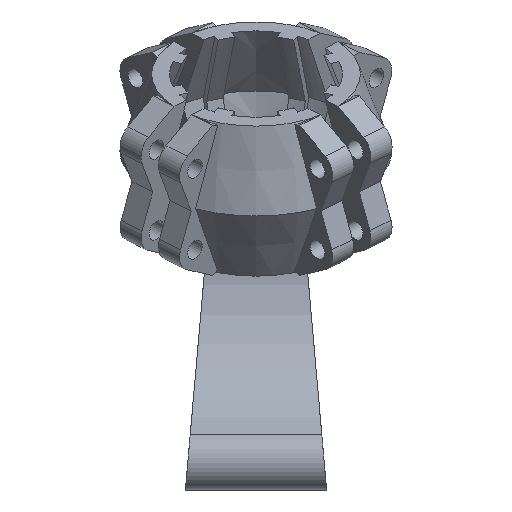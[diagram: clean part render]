
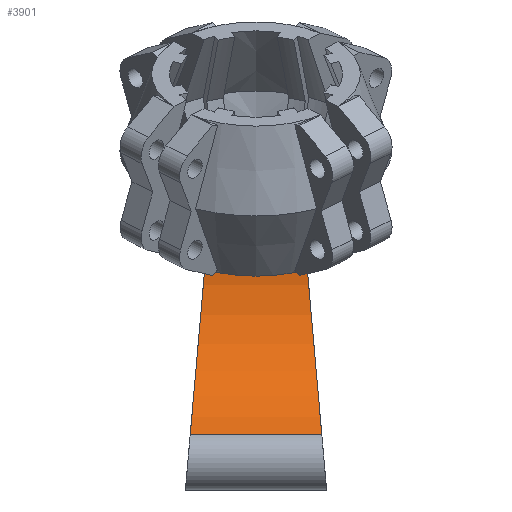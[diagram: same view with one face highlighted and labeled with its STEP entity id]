
A CAD part, top view. The second image highlights one B-rep face of the part: STEP entity #3901.
In plain terms, the highlighted cylindrical face has radius 30 mm (diameter 60 mm), a partial arc.
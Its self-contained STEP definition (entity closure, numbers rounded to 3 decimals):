
#61=CYLINDRICAL_SURFACE('',#4163,30.);
#288=ELLIPSE('',#4100,30.115,30.);
#301=ELLIPSE('',#4130,30.115,30.);
#493=FACE_OUTER_BOUND('',#707,.T.);
#707=EDGE_LOOP('',(#2774,#2775,#2776,#2777));
#997=LINE('',#6275,#1292);
#998=LINE('',#6277,#1293);
#1292=VECTOR('',#4707,10.);
#1293=VECTOR('',#4710,10.);
#1545=VERTEX_POINT('',#5957);
#1546=VERTEX_POINT('',#5959);
#1579=VERTEX_POINT('',#6129);
#1580=VERTEX_POINT('',#6179);
#1954=EDGE_CURVE('',#1545,#1546,#288,.T.);
#2003=EDGE_CURVE('',#1580,#1579,#301,.T.);
#2051=EDGE_CURVE('',#1545,#1580,#997,.T.);
#2052=EDGE_CURVE('',#1546,#1579,#998,.T.);
#2774=ORIENTED_EDGE('',*,*,#2051,.T.);
#2775=ORIENTED_EDGE('',*,*,#2003,.T.);
#2776=ORIENTED_EDGE('',*,*,#2052,.F.);
#2777=ORIENTED_EDGE('',*,*,#1954,.F.);
#3901=ADVANCED_FACE('',(#493),#61,.F.);
#4100=AXIS2_PLACEMENT_3D('',#5960,#4526,#4527);
#4130=AXIS2_PLACEMENT_3D('',#6180,#4602,#4603);
#4163=AXIS2_PLACEMENT_3D('',#6276,#4708,#4709);
#4526=DIRECTION('center_axis',(0.996,-0.087,0.));
#4527=DIRECTION('ref_axis',(0.087,0.996,0.));
#4602=DIRECTION('center_axis',(0.996,0.087,0.));
#4603=DIRECTION('ref_axis',(-0.087,0.996,0.));
#4707=DIRECTION('',(1.,0.,0.));
#4708=DIRECTION('center_axis',(1.,0.,0.));
#4709=DIRECTION('ref_axis',(0.,1.,0.));
#4710=DIRECTION('',(1.,0.,0.));
#5957=CARTESIAN_POINT('',(-11.022,-29.491,-22.394));
#5959=CARTESIAN_POINT('',(-6.341,24.011,-19.333));
#5960=CARTESIAN_POINT('Origin',(-8.749,-3.51,-7.394));
#6129=CARTESIAN_POINT('',(6.341,24.011,-19.333));
#6179=CARTESIAN_POINT('',(11.022,-29.491,-22.394));
#6180=CARTESIAN_POINT('Origin',(8.749,-3.51,-7.394));
#6275=CARTESIAN_POINT('',(0.,-29.491,-22.394));
#6276=CARTESIAN_POINT('Origin',(0.,-3.51,-7.394));
#6277=CARTESIAN_POINT('',(0.,24.011,-19.333));
